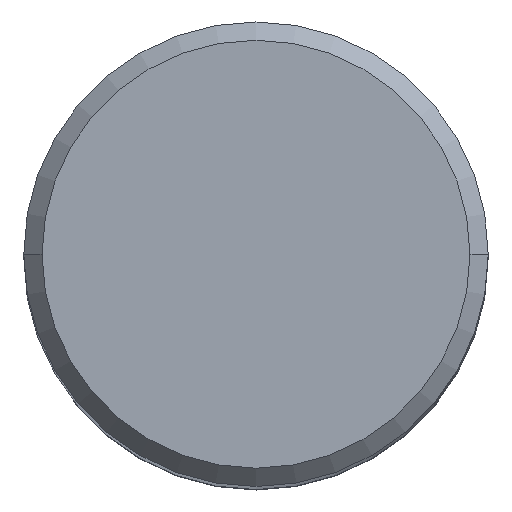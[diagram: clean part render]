
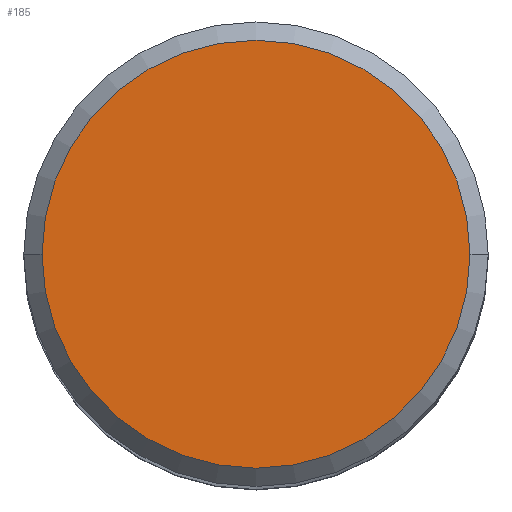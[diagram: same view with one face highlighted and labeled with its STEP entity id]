
A CAD part, top view. The second image highlights one B-rep face of the part: STEP entity #185.
In plain terms, the highlighted planar face has unit normal (0, 0, 1).
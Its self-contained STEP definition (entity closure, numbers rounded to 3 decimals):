
#128=FACE_OUTER_BOUND('',#248,.T.);
#185=ADVANCED_FACE('',(#128),#216,.F.);
#216=PLANE('',#1046);
#248=EDGE_LOOP('',(#386,#387));
#386=ORIENTED_EDGE('',*,*,#614,.T.);
#387=ORIENTED_EDGE('',*,*,#615,.T.);
#530=VERTEX_POINT('',#1957);
#531=VERTEX_POINT('',#1958);
#614=EDGE_CURVE('',#530,#531,#727,.T.);
#615=EDGE_CURVE('',#531,#530,#728,.T.);
#727=CIRCLE('',#1044,11.7);
#728=CIRCLE('',#1045,11.7);
#1044=AXIS2_PLACEMENT_3D('',#1956,#1283,#1284);
#1045=AXIS2_PLACEMENT_3D('',#1959,#1285,#1286);
#1046=AXIS2_PLACEMENT_3D('',#1960,#1287,#1288);
#1283=DIRECTION('',(0.,0.,1.));
#1284=DIRECTION('',(-1.,0.,0.));
#1285=DIRECTION('',(0.,0.,1.));
#1286=DIRECTION('',(1.,0.,0.));
#1287=DIRECTION('',(0.,0.,-1.));
#1288=DIRECTION('',(1.,0.,0.));
#1956=CARTESIAN_POINT('',(0.,0.,0.));
#1957=CARTESIAN_POINT('',(-11.7,0.,0.));
#1958=CARTESIAN_POINT('',(11.7,0.,0.));
#1959=CARTESIAN_POINT('',(0.,0.,0.));
#1960=CARTESIAN_POINT('',(0.,0.,0.));
